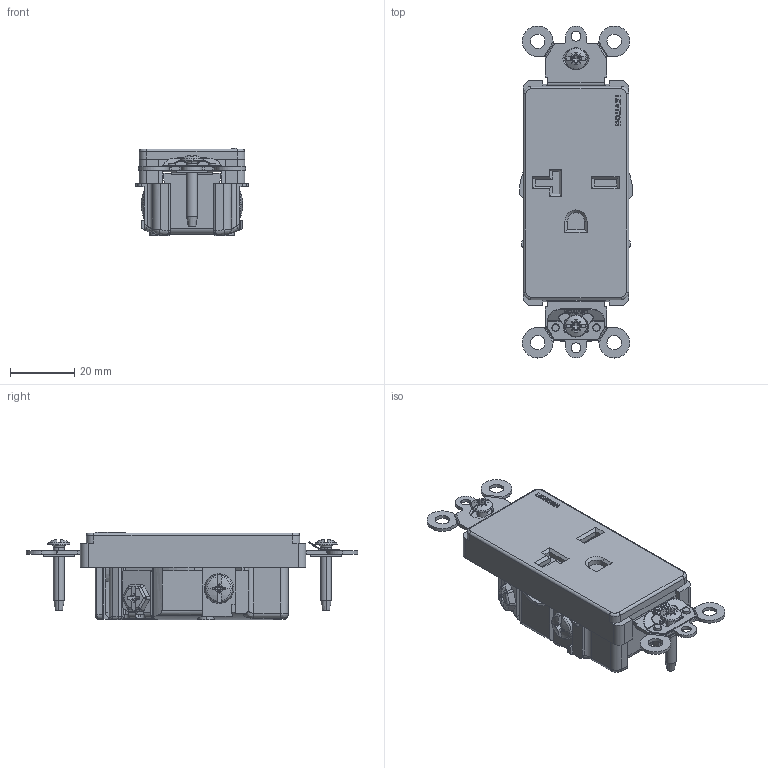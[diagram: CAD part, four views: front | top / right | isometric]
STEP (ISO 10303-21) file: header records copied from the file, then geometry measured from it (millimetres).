
FILE_DESCRIPTION (( 'STEP AP214' ), '1' );
FILE_NAME ('CATSTD-16451-XXX-M01.STEP', '2020-10-08T14:30:36', ( '' ), ( '' ), 'SwSTEP 2.0', 'SolidWorks 2020', '' );
FILE_SCHEMA (( 'AUTOMOTIVE_DESIGN' ));
Length unit declared in the file: inch
Products named in the file (1): CATSTD-16451-XXX-M01
Bounding box: 35.29 x 103.2 x 27.18 mm (x, y, z)
Volume: 31434.1 mm3; surface area: 20999.3 mm2
Topology: 13 solids, 15 shells, 1170 faces, 3092 edges, 1977 vertices
Faces by surface type: plane 730, cylinder 231, cone 92, bspline 54, torus 45, sphere 18
Entity records: 54111 total; most frequent: CARTESIAN_POINT 10268, ORIENTED_EDGE 6168, DIRECTION 5598, EDGE_CURVE 3084, VERTEX_POINT 1977, LINE 1928, VECTOR 1928, AXIS2_PLACEMENT_3D 1835
